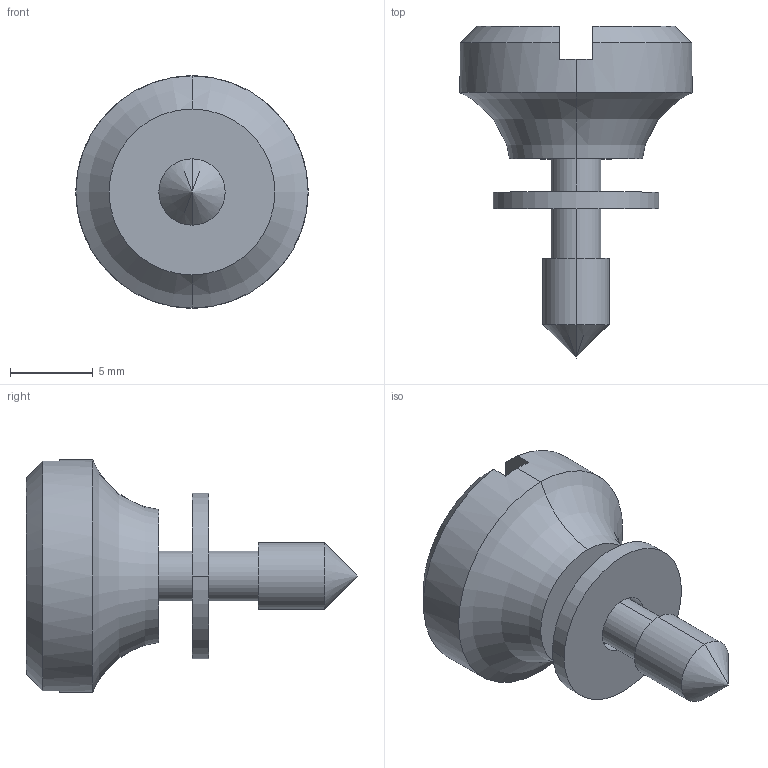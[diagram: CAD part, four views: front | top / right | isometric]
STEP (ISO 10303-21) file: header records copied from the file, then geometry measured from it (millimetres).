
FILE_DESCRIPTION (( 'STEP AP203' ), '1' );
FILE_NAME ('sone3D.STEP', '2013-07-11T01:47:22', ( '' ), ( '' ), 'SwSTEP 2.0', 'SolidWorks 2012', '' );
FILE_SCHEMA (( 'CONFIG_CONTROL_DESIGN' ));
Length unit declared in the file: millimetre
Products named in the file (3): sone3D; A-2176-11乣32杮懱__A-2176-22; A-2176儚僢僔儍_A-2176-19,20,21,22,48,49,50NW
Assembly tree (2 placements, depth 2):
  sone3D
    A-2176-11乣32杮懱__A-2176-22
    A-2176儚僢僔儍_A-2176-19,20,21,22,48,49,50NW
Bounding box: 14 x 20 x 14 mm (x, y, z)
Volume: 1025.3 mm3; surface area: 873.3 mm2
Topology: 2 solids, 2 shells, 25 faces, 56 edges, 35 vertices
Faces by surface type: cylinder 10, plane 9, cone 4, torus 2
Entity records: 1007 total; most frequent: DIRECTION 140, CARTESIAN_POINT 131, ORIENTED_EDGE 108, AXIS2_PLACEMENT_3D 60, EDGE_CURVE 54, VERTEX_POINT 35, CIRCLE 30, EDGE_LOOP 29
